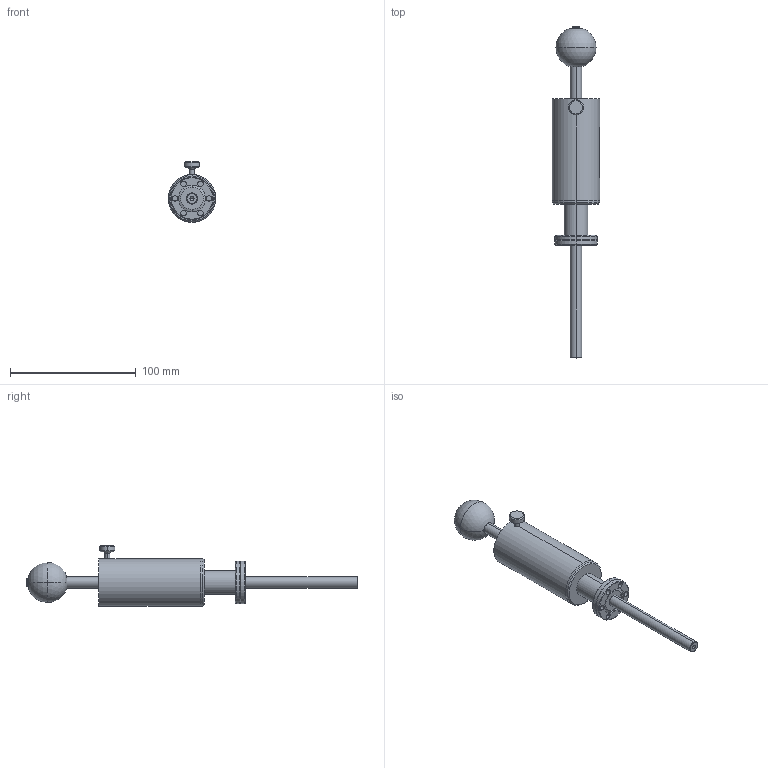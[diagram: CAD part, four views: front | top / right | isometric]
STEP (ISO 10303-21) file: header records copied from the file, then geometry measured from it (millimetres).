
FILE_DESCRIPTION((''),'2;1');
FILE_NAME('ZLDP925','2012-01-17T',('graeme.farley'),(''),'PRO/ENGINEER BY PARAMETRIC TECHNOLOGY CORPORATION, 2010140','PRO/ENGINEER BY PARAMETRIC TECHNOLOGY CORPORATION, 2010140','');
FILE_SCHEMA(('CONFIG_CONTROL_DESIGN'));
Length unit declared in the file: millimetre
Products named in the file (1): ZLDP925
Bounding box: 38 x 264.5 x 48.3 mm (x, y, z)
Volume: 132539.8 mm3; surface area: 23695.5 mm2
Topology: 1 solids, 1 shells, 103 faces, 265 edges, 174 vertices
Faces by surface type: cylinder 50, plane 25, cone 22, sphere 4, torus 2
Entity records: 3327 total; most frequent: CARTESIAN_POINT 645, DIRECTION 596, ORIENTED_EDGE 526, EDGE_CURVE 263, AXIS2_PLACEMENT_3D 246, VERTEX_POINT 174, CIRCLE 143, EDGE_LOOP 129
